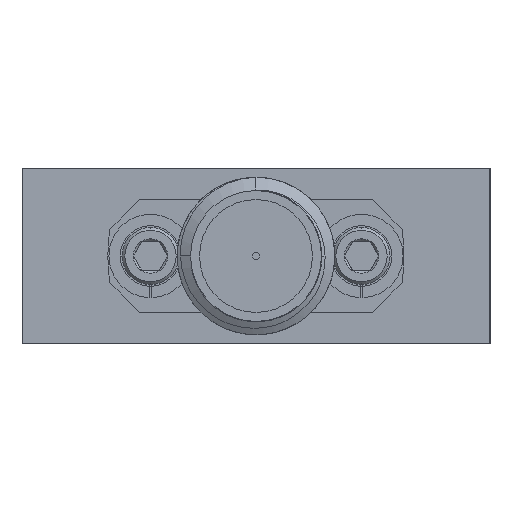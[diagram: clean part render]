
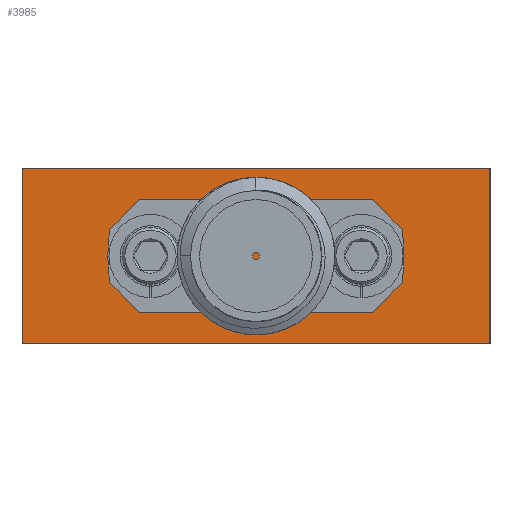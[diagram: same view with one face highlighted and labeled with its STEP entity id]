
A CAD part, left-side view. The second image highlights one B-rep face of the part: STEP entity #3985.
In plain terms, the highlighted planar face has unit normal (-1, 0, 0).
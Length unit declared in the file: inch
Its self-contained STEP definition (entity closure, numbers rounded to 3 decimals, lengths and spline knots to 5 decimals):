
#257 = DIRECTION ( 'NONE',  ( 0., 0., -1. ) ) ;
#403 = LINE ( 'NONE', #4319, #1244 ) ;
#634 = LINE ( 'NONE', #5465, #4668 ) ;
#1244 = VECTOR ( 'NONE', #8270, 39.37008 ) ;
#2630 = ORIENTED_EDGE ( 'NONE', *, *, #4786, .F. ) ;
#3852 = VERTEX_POINT ( 'NONE', #4408 ) ;
#3985 = ADVANCED_FACE ( 'NONE', ( #8698 ), #11625, .F. ) ;
#3989 = LINE ( 'NONE', #12006, #7223 ) ;
#4319 = CARTESIAN_POINT ( 'NONE',  ( -1.83071, -0.3937, 0.29528 ) ) ;
#4408 = CARTESIAN_POINT ( 'NONE',  ( -1.83071, -0.3937, 0. ) ) ;
#4668 = VECTOR ( 'NONE', #10438, 39.37008 ) ;
#4693 = DIRECTION ( 'NONE',  ( 1., 0., 0. ) ) ;
#4716 = CARTESIAN_POINT ( 'NONE',  ( -1.83071, 0.3937, 0.29528 ) ) ;
#4786 = EDGE_CURVE ( 'NONE', #9665, #3852, #403, .T. ) ;
#5042 = VECTOR ( 'NONE', #7016, 39.37008 ) ;
#5267 = CARTESIAN_POINT ( 'NONE',  ( -1.83071, 0.3937, 0.29528 ) ) ;
#5384 = VERTEX_POINT ( 'NONE', #4716 ) ;
#5445 = ORIENTED_EDGE ( 'NONE', *, *, #7812, .F. ) ;
#5465 = CARTESIAN_POINT ( 'NONE',  ( -1.83071, 0.3937, 0. ) ) ;
#5668 = CARTESIAN_POINT ( 'NONE',  ( -1.83071, 0.3937, 0. ) ) ;
#6195 = EDGE_CURVE ( 'NONE', #12199, #3852, #634, .T. ) ;
#6708 = DIRECTION ( 'NONE',  ( 0., 0., -1. ) ) ;
#6765 = CARTESIAN_POINT ( 'NONE',  ( -1.83071, 0.3937, 0.29528 ) ) ;
#6873 = ORIENTED_EDGE ( 'NONE', *, *, #6195, .T. ) ;
#6932 = EDGE_CURVE ( 'NONE', #5384, #12199, #3989, .T. ) ;
#7016 = DIRECTION ( 'NONE',  ( 0., -1., 0. ) ) ;
#7223 = VECTOR ( 'NONE', #257, 39.37008 ) ;
#7554 = CARTESIAN_POINT ( 'NONE',  ( -1.83071, -0.3937, 0.29528 ) ) ;
#7812 = EDGE_CURVE ( 'NONE', #5384, #9665, #10051, .T. ) ;
#8096 = AXIS2_PLACEMENT_3D ( 'NONE', #6765, #4693, #6708 ) ;
#8183 = EDGE_LOOP ( 'NONE', ( #6873, #2630, #5445, #10113 ) ) ;
#8270 = DIRECTION ( 'NONE',  ( 0., 0., -1. ) ) ;
#8698 = FACE_OUTER_BOUND ( 'NONE', #8183, .T. ) ;
#9665 = VERTEX_POINT ( 'NONE', #7554 ) ;
#10051 = LINE ( 'NONE', #5267, #5042 ) ;
#10113 = ORIENTED_EDGE ( 'NONE', *, *, #6932, .T. ) ;
#10438 = DIRECTION ( 'NONE',  ( 0., -1., 0. ) ) ;
#11625 = PLANE ( 'NONE',  #8096 ) ;
#12006 = CARTESIAN_POINT ( 'NONE',  ( -1.83071, 0.3937, 0.29528 ) ) ;
#12199 = VERTEX_POINT ( 'NONE', #5668 ) ;
